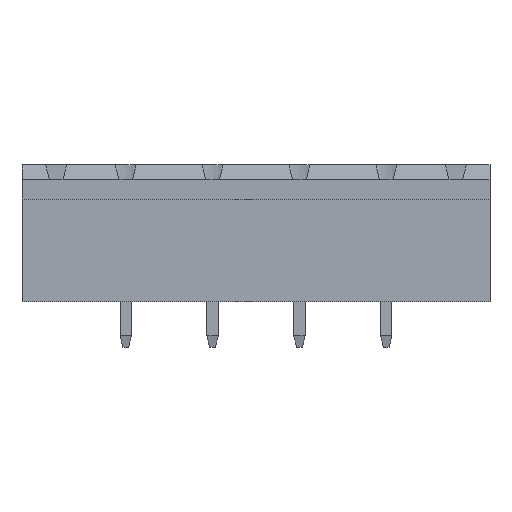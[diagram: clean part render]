
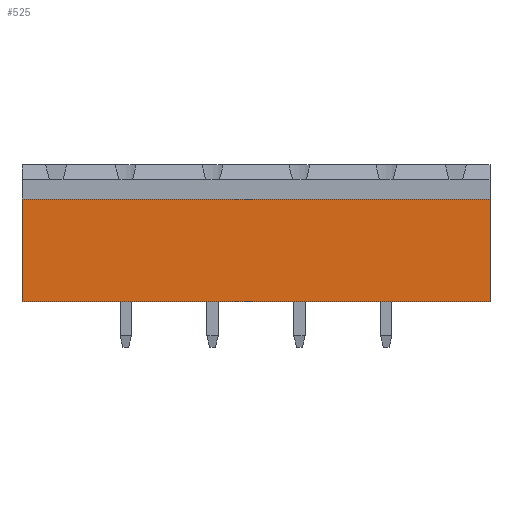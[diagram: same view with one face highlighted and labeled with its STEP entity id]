
A CAD part, front view. The second image highlights one B-rep face of the part: STEP entity #525.
In plain terms, the highlighted planar face has unit normal (0, -1, 0).
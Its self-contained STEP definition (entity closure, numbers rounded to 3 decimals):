
#525 = ADVANCED_FACE( '', ( #1139 ), #1140, .T. );
#1139 = FACE_OUTER_BOUND( '', #1894, .T. );
#1140 = PLANE( '', #1895 );
#1894 = EDGE_LOOP( '', ( #3155, #3156, #3157, #3158 ) );
#1895 = AXIS2_PLACEMENT_3D( '', #3159, #3160, #3161 );
#3155 = ORIENTED_EDGE( '', *, *, #5040, .F. );
#3156 = ORIENTED_EDGE( '', *, *, #5041, .F. );
#3157 = ORIENTED_EDGE( '', *, *, #5042, .T. );
#3158 = ORIENTED_EDGE( '', *, *, #5043, .T. );
#3159 = CARTESIAN_POINT( '', ( 20.53, -4.05, -6. ) );
#3160 = DIRECTION( '', ( 0., -1., 0. ) );
#3161 = DIRECTION( '', ( 0., 0., -1. ) );
#5040 = EDGE_CURVE( '', #6211, #6212, #6213, .T. );
#5041 = EDGE_CURVE( '', #6214, #6211, #6215, .T. );
#5042 = EDGE_CURVE( '', #6214, #6216, #6217, .T. );
#5043 = EDGE_CURVE( '', #6216, #6212, #6218, .T. );
#6211 = VERTEX_POINT( '', #7984 );
#6212 = VERTEX_POINT( '', #7985 );
#6213 = LINE( '', #7986, #7987 );
#6214 = VERTEX_POINT( '', #7988 );
#6215 = LINE( '', #7989, #7990 );
#6216 = VERTEX_POINT( '', #7991 );
#6217 = LINE( '', #7992, #7993 );
#6218 = LINE( '', #7994, #7995 );
#7984 = CARTESIAN_POINT( '', ( -20.53, -4.05, -6. ) );
#7985 = CARTESIAN_POINT( '', ( -20.53, -4.05, 3. ) );
#7986 = CARTESIAN_POINT( '', ( -20.53, -4.05, -6. ) );
#7987 = VECTOR( '', #9274, 1000. );
#7988 = CARTESIAN_POINT( '', ( 20.53, -4.05, -6. ) );
#7989 = CARTESIAN_POINT( '', ( 20.53, -4.05, -6. ) );
#7990 = VECTOR( '', #9275, 1000. );
#7991 = CARTESIAN_POINT( '', ( 20.53, -4.05, 3. ) );
#7992 = CARTESIAN_POINT( '', ( 20.53, -4.05, -6. ) );
#7993 = VECTOR( '', #9276, 1000. );
#7994 = CARTESIAN_POINT( '', ( 20.53, -4.05, 3. ) );
#7995 = VECTOR( '', #9277, 1000. );
#9274 = DIRECTION( '', ( 0., 0., 1. ) );
#9275 = DIRECTION( '', ( -1., 0., 0. ) );
#9276 = DIRECTION( '', ( 0., 0., 1. ) );
#9277 = DIRECTION( '', ( -1., 0., 0. ) );
